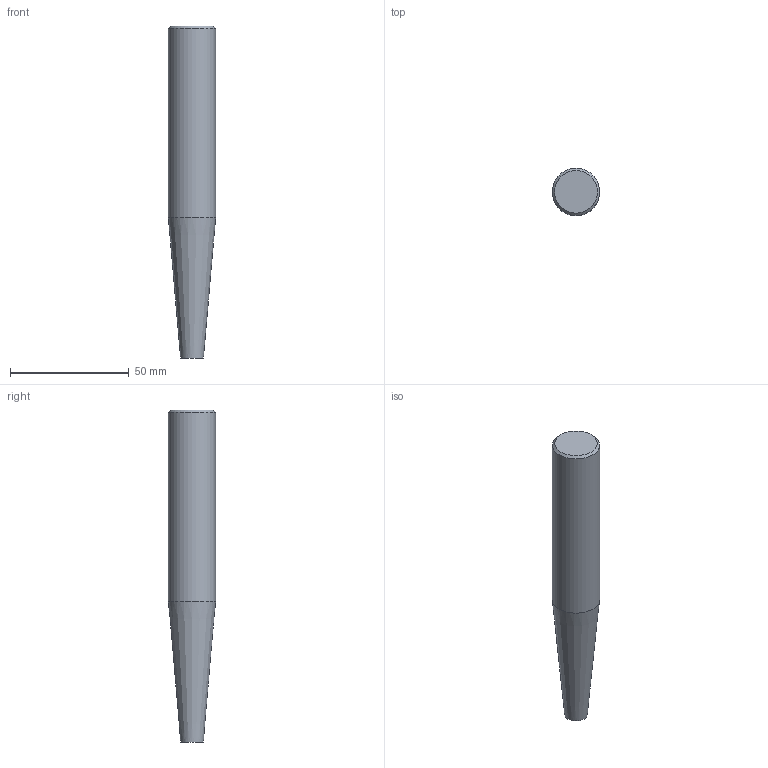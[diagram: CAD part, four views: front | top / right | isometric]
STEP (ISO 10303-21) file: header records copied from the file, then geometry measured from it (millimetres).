
FILE_DESCRIPTION(/* description */ (''),/* implementation_level */ '2;1');
FILE_NAME(/* name */ 'XE10200J5-140-05.0S.stp',/* time_stamp */ '2022-07-28T08:43:44+05:00',/* author */ (''),/* organization */ (''),/* preprocessor_version */ 'ST-DEVELOPER v16.7',/* originating_system */ 'SIEMENS PLM Software NX 12.0',/* authorisation */ '');
FILE_SCHEMA (('AUTOMOTIVE_DESIGN { 1 0 10303 214 3 1 1 1 }'));
Length unit declared in the file: millimetre
Products named in the file (1): inpu2A3062D0pm8c
Bounding box: 19.99 x 19.99 x 140 mm (x, y, z)
Volume: 35557.3 mm3; surface area: 8404.2 mm2
Topology: 1 solids, 1 shells, 18 faces, 36 edges, 23 vertices
Faces by surface type: cone 9, torus 4, cylinder 3, plane 2
Full cylindrical faces by diameter (mm): 4.45 x1, 7.296 x1, 19.994 x1
Entity records: 435 total; most frequent: DIRECTION 78, CARTESIAN_POINT 60, AXIS2_PLACEMENT_3D 39, FACE_BOUND 34, EDGE_LOOP 34, ORIENTED_EDGE 34, ADVANCED_FACE 18, VERTEX_POINT 18
